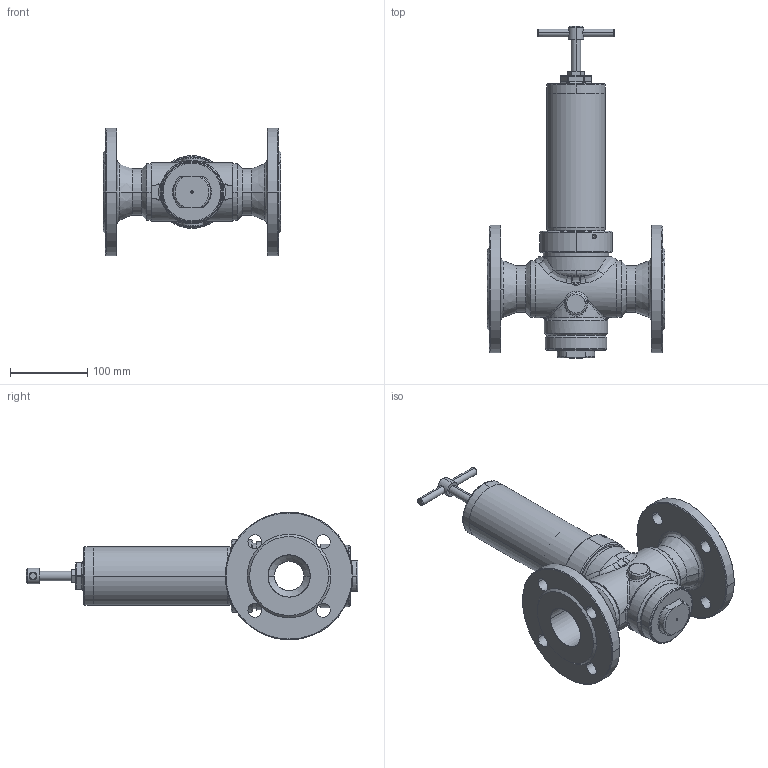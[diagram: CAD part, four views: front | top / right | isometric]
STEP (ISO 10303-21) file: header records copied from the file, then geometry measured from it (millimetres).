
FILE_DESCRIPTION (( 'STEP AP203' ), '1' );
FILE_NAME ('Typ_81-BG_III-D050G.STEP', '2021-01-11T10:42:55', ( '' ), ( '' ), 'SwSTEP 2.0', 'SolidWorks 2016', '' );
FILE_SCHEMA (( 'CONFIG_CONTROL_DESIGN' ));
Length unit declared in the file: millimetre
Products named in the file (1): Typ_81-BG_III-D050G
Bounding box: 230 x 429 x 165 mm (x, y, z)
Volume: 1257176.3 mm3; surface area: 354918.8 mm2
Topology: 9 solids, 9 shells, 416 faces, 1020 edges, 626 vertices
Faces by surface type: cylinder 140, cone 112, bspline 107, plane 57
Entity records: 20636 total; most frequent: CARTESIAN_POINT 11232, ORIENTED_EDGE 2022, DIRECTION 1916, EDGE_CURVE 1011, AXIS2_PLACEMENT_3D 829, VERTEX_POINT 626, CIRCLE 519, EDGE_LOOP 465
